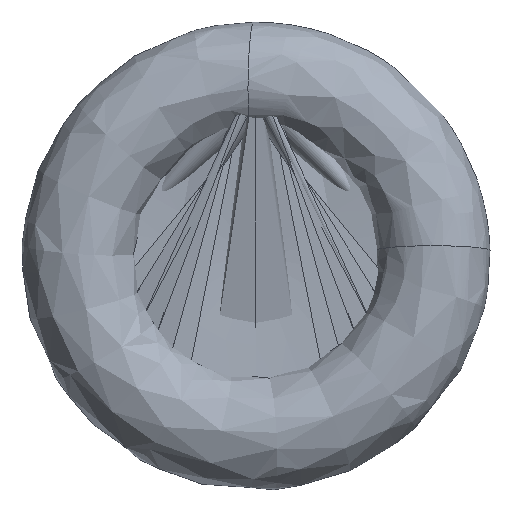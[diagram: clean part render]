
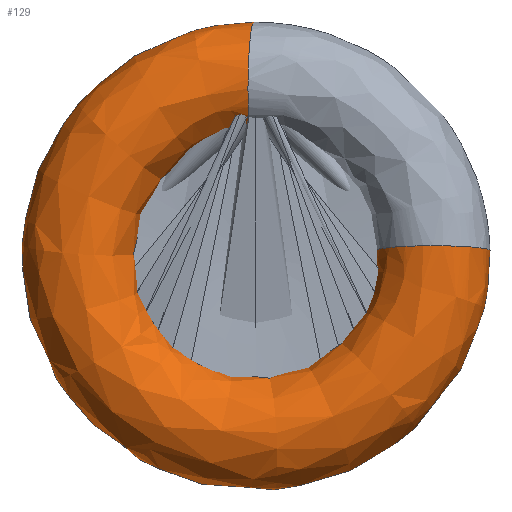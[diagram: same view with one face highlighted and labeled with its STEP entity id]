
A CAD part, left-side view. The second image highlights one B-rep face of the part: STEP entity #129.
In plain terms, the highlighted free-form (B-spline) face has degree [3, 3] with [7, 7] control points.
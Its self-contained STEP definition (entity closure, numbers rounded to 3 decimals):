
#129=ADVANCED_FACE('',(#142,#143),#140,.F.);
#140=(
BOUNDED_SURFACE()
B_SPLINE_SURFACE(3,3,((#296,#297,#298,#299,#300,#301,#302),(#303,#304,#305,
#306,#307,#308,#309),(#310,#311,#312,#313,#314,#315,#316),(#317,#318,#319,
#320,#321,#322,#323),(#324,#325,#326,#327,#328,#329,#330),(#331,#332,#333,
#334,#335,#336,#337),(#338,#339,#340,#341,#342,#343,#344)),
 .UNSPECIFIED.,.T.,.F.,.F.)
B_SPLINE_SURFACE_WITH_KNOTS((1,3,3,3,1),(4,3,4),(-0.5,0.,0.5,1.,1.5),(0.,
0.5,1.),.UNSPECIFIED.)
GEOMETRIC_REPRESENTATION_ITEM()
RATIONAL_B_SPLINE_SURFACE(((1.,0.586,0.586,1.,0.586,
0.586,1.),(0.333,0.195,0.195,
0.333,0.195,0.195,0.333),
(0.333,0.195,0.195,0.333,
0.195,0.195,0.333),(1.,0.586,
0.586,1.,0.586,0.586,1.),(0.333,
0.195,0.195,0.333,0.195,
0.195,0.333),(0.333,0.195,
0.195,0.333,0.195,0.195,
0.333),(1.,0.586,0.586,1.,0.586,
0.586,1.)))
REPRESENTATION_ITEM('')
SURFACE()
);
#142=FACE_BOUND('',#162,.T.);
#143=FACE_BOUND('',#163,.T.);
#162=EDGE_LOOP('',(#182));
#163=EDGE_LOOP('',(#183));
#182=ORIENTED_EDGE('',*,*,#213,.T.);
#183=ORIENTED_EDGE('',*,*,#214,.F.);
#202=VERTEX_POINT('',#293);
#203=VERTEX_POINT('',#295);
#213=EDGE_CURVE('',#202,#202,#223,.T.);
#214=EDGE_CURVE('',#203,#203,#224,.T.);
#223=CIRCLE('',#234,8.);
#224=CIRCLE('',#235,8.);
#234=AXIS2_PLACEMENT_3D('',#292,#254,#255);
#235=AXIS2_PLACEMENT_3D('',#294,#256,#257);
#254=DIRECTION('',(0.087,0.996,0.016));
#255=DIRECTION('',(0.996,-0.087,-0.001));
#256=DIRECTION('',(0.087,0.,0.996));
#257=DIRECTION('',(0.996,0.,-0.087));
#292=CARTESIAN_POINT('',(7.97,0.408,25.));
#293=CARTESIAN_POINT('',(15.939,-0.289,24.989));
#294=CARTESIAN_POINT('',(7.97,-24.99,0.803));
#295=CARTESIAN_POINT('',(15.939,-24.99,0.106));
#296=CARTESIAN_POINT('',(15.939,-24.99,0.106));
#297=CARTESIAN_POINT('',(15.939,-25.101,-26.203));
#298=CARTESIAN_POINT('',(15.939,-0.798,-36.277));
#299=CARTESIAN_POINT('',(15.939,17.736,-17.606));
#300=CARTESIAN_POINT('',(15.939,36.27,1.065));
#301=CARTESIAN_POINT('',(15.939,26.017,25.293));
#302=CARTESIAN_POINT('',(15.939,-0.289,24.989));
#303=CARTESIAN_POINT('',(15.939,-8.99,0.106));
#304=CARTESIAN_POINT('',(15.939,-9.101,-9.359));
#305=CARTESIAN_POINT('',(15.939,-0.385,-13.049));
#306=CARTESIAN_POINT('',(15.939,6.333,-6.382));
#307=CARTESIAN_POINT('',(15.939,13.051,0.285));
#308=CARTESIAN_POINT('',(15.939,9.428,9.029));
#309=CARTESIAN_POINT('',(15.939,-0.037,8.991));
#310=CARTESIAN_POINT('',(0.,-8.99,1.5));
#311=CARTESIAN_POINT('',(0.,-10.569,-7.964));
#312=CARTESIAN_POINT('',(0.,-2.41,-13.013));
#313=CARTESIAN_POINT('',(0.,5.355,-7.376));
#314=CARTESIAN_POINT('',(0.,13.119,-1.738));
#315=CARTESIAN_POINT('',(0.,10.846,7.583));
#316=CARTESIAN_POINT('',(0.,1.358,9.013));
#317=CARTESIAN_POINT('',(0.,-24.99,1.5));
#318=CARTESIAN_POINT('',(0.,-26.569,-24.808));
#319=CARTESIAN_POINT('',(0.,-2.823,-36.241));
#320=CARTESIAN_POINT('',(0.,16.758,-18.6));
#321=CARTESIAN_POINT('',(0.,36.338,-0.958));
#322=CARTESIAN_POINT('',(0.,27.435,23.848));
#323=CARTESIAN_POINT('',(0.,1.105,25.011));
#324=CARTESIAN_POINT('',(0.,-40.99,1.5));
#325=CARTESIAN_POINT('',(0.,-42.569,-41.652));
#326=CARTESIAN_POINT('',(0.,-3.236,-59.469));
#327=CARTESIAN_POINT('',(0.,28.16,-29.824));
#328=CARTESIAN_POINT('',(0.,59.557,-0.178));
#329=CARTESIAN_POINT('',(0.,44.023,40.112));
#330=CARTESIAN_POINT('',(0.,0.852,41.009));
#331=CARTESIAN_POINT('',(15.939,-40.99,0.106));
#332=CARTESIAN_POINT('',(15.939,-41.101,-43.046));
#333=CARTESIAN_POINT('',(15.939,-1.211,-59.505));
#334=CARTESIAN_POINT('',(15.939,29.139,-28.83));
#335=CARTESIAN_POINT('',(15.939,59.489,1.845));
#336=CARTESIAN_POINT('',(15.939,42.606,41.558));
#337=CARTESIAN_POINT('',(15.939,-0.542,40.987));
#338=CARTESIAN_POINT('',(15.939,-24.99,0.106));
#339=CARTESIAN_POINT('',(15.939,-25.101,-26.203));
#340=CARTESIAN_POINT('',(15.939,-0.798,-36.277));
#341=CARTESIAN_POINT('',(15.939,17.736,-17.606));
#342=CARTESIAN_POINT('',(15.939,36.27,1.065));
#343=CARTESIAN_POINT('',(15.939,26.017,25.293));
#344=CARTESIAN_POINT('',(15.939,-0.289,24.989));
